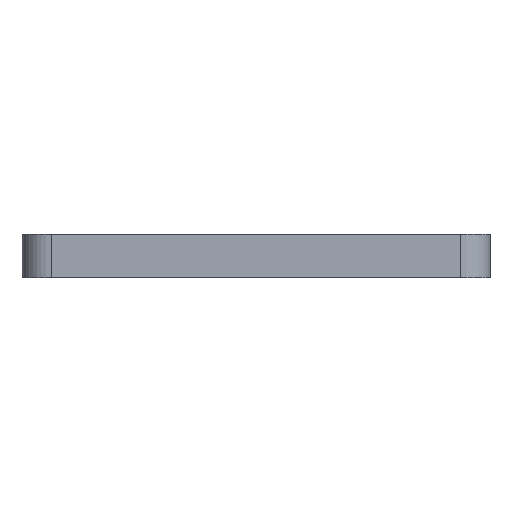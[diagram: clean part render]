
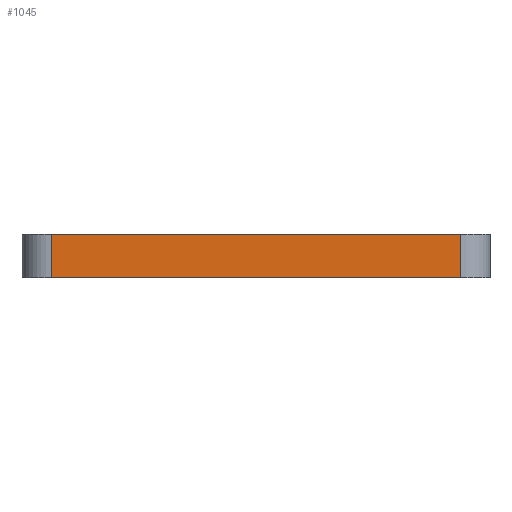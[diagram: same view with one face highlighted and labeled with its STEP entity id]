
A CAD part, front view. The second image highlights one B-rep face of the part: STEP entity #1045.
In plain terms, the highlighted planar face has unit normal (0, -1, 0).
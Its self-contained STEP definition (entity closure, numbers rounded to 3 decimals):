
#12 = VERTEX_POINT ( 'NONE', #186 ) ;
#18 = VERTEX_POINT ( 'NONE', #155 ) ;
#61 = VERTEX_POINT ( 'NONE', #77 ) ;
#62 = VERTEX_POINT ( 'NONE', #163 ) ;
#77 = CARTESIAN_POINT ( 'NONE',  ( 17., 0., 25. ) ) ;
#90 = DIRECTION ( 'NONE',  ( 1., 0., 0. ) ) ;
#155 = CARTESIAN_POINT ( 'NONE',  ( 253., 0., 0. ) ) ;
#163 = CARTESIAN_POINT ( 'NONE',  ( 17., 0., 0. ) ) ;
#166 = CARTESIAN_POINT ( 'NONE',  ( 0., 0., 25. ) ) ;
#186 = CARTESIAN_POINT ( 'NONE',  ( 253., 0., 25. ) ) ;
#223 = EDGE_CURVE ( 'NONE', #61, #12, #887, .T. ) ;
#243 = EDGE_CURVE ( 'NONE', #62, #18, #918, .T. ) ;
#252 = EDGE_CURVE ( 'NONE', #18, #12, #933, .T. ) ;
#257 = EDGE_CURVE ( 'NONE', #61, #62, #1017, .T. ) ;
#387 = CARTESIAN_POINT ( 'NONE',  ( 253., 0., 25. ) ) ;
#397 = DIRECTION ( 'NONE',  ( 0., 0., 1. ) ) ;
#402 = CARTESIAN_POINT ( 'NONE',  ( 0., 0., 0. ) ) ;
#404 = DIRECTION ( 'NONE',  ( 1., 0., 0. ) ) ;
#439 = DIRECTION ( 'NONE',  ( 0., 0., -1. ) ) ;
#449 = CARTESIAN_POINT ( 'NONE',  ( 17., 0., 25. ) ) ;
#541 = FACE_OUTER_BOUND ( 'NONE', #699, .T. ) ;
#580 = VECTOR ( 'NONE', #404, 1000. ) ;
#699 = EDGE_LOOP ( 'NONE', ( #860, #851, #821, #822 ) ) ;
#821 = ORIENTED_EDGE ( 'NONE', *, *, #223, .F. ) ;
#822 = ORIENTED_EDGE ( 'NONE', *, *, #257, .T. ) ;
#851 = ORIENTED_EDGE ( 'NONE', *, *, #252, .T. ) ;
#860 = ORIENTED_EDGE ( 'NONE', *, *, #243, .T. ) ;
#887 = LINE ( 'NONE', #166, #925 ) ;
#918 = LINE ( 'NONE', #402, #580 ) ;
#925 = VECTOR ( 'NONE', #90, 1000. ) ;
#933 = LINE ( 'NONE', #387, #950 ) ;
#950 = VECTOR ( 'NONE', #397, 1000. ) ;
#980 = VECTOR ( 'NONE', #439, 1000. ) ;
#1017 = LINE ( 'NONE', #449, #980 ) ;
#1045 = ADVANCED_FACE ( 'NONE', ( #541 ), #1141, .F. ) ;
#1140 = CARTESIAN_POINT ( 'NONE',  ( 0., 0., 25. ) ) ;
#1141 = PLANE ( 'NONE',  #1310 ) ;
#1144 = DIRECTION ( 'NONE',  ( 0., 1., 0. ) ) ;
#1146 = DIRECTION ( 'NONE',  ( 0., 0., 1. ) ) ;
#1310 = AXIS2_PLACEMENT_3D ( 'NONE', #1140, #1144, #1146 ) ;
